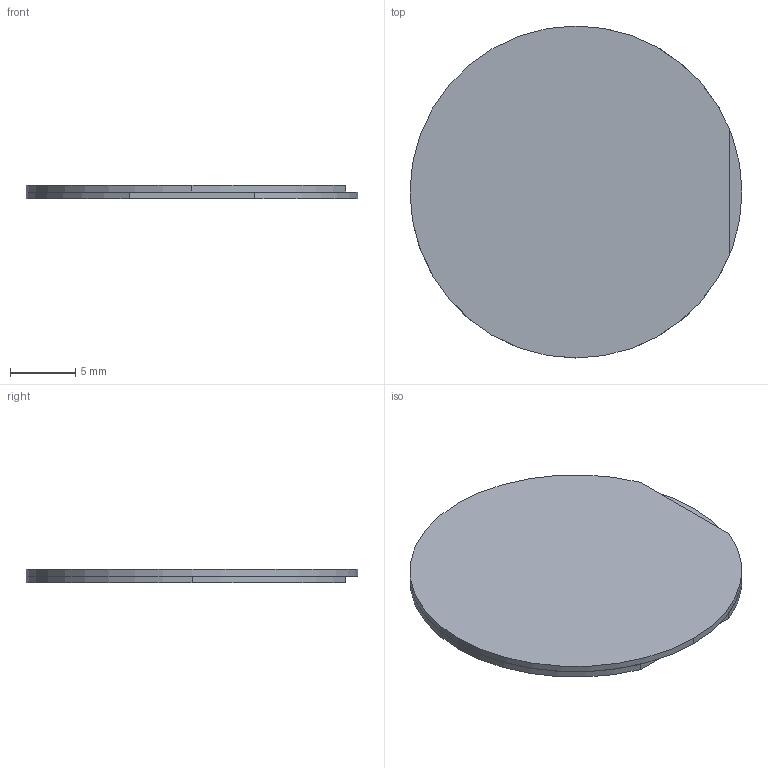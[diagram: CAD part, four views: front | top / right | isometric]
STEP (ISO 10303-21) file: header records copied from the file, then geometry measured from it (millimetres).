
FILE_DESCRIPTION (( 'STEP AP214' ), '1' );
FILE_NAME ('334001.STEP', '2020-08-21T08:45:31', ( '' ), ( '' ), 'SwSTEP 2.0', 'SolidWorks 2019', '' );
FILE_SCHEMA (( 'AUTOMOTIVE_DESIGN' ));
Length unit declared in the file: millimetre
Products named in the file (1): 334001
Bounding box: 25.4 x 25.4 x 1 mm (x, y, z)
Volume: 500.7 mm3; surface area: 2082.2 mm2
Topology: 2 solids, 2 shells, 12 faces, 24 edges, 16 vertices
Faces by surface type: cylinder 6, plane 6
Entity records: 495 total; most frequent: DIRECTION 62, CARTESIAN_POINT 53, ORIENTED_EDGE 48, AXIS2_PLACEMENT_3D 25, EDGE_CURVE 24, VERTEX_POINT 16, UNCERTAINTY_MEASURE_WITH_UNIT 16, SURFACE_STYLE_USAGE 15
